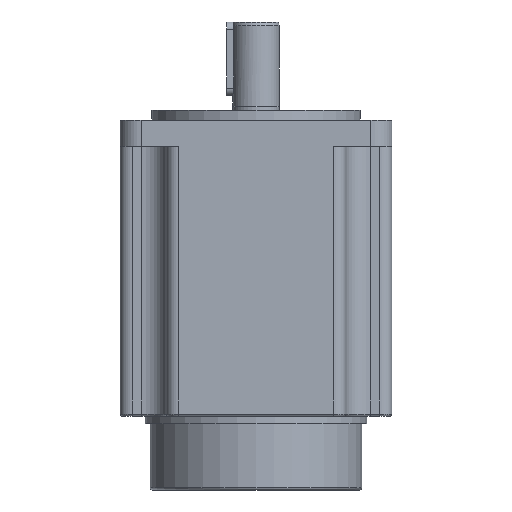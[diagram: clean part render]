
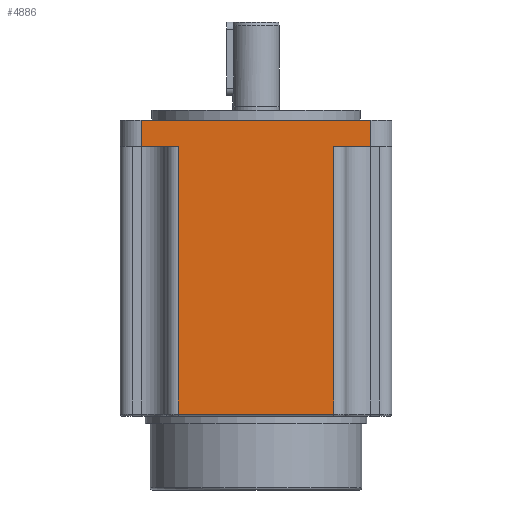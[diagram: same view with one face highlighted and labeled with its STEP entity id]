
A CAD part, front view. The second image highlights one B-rep face of the part: STEP entity #4886.
In plain terms, the highlighted planar face has unit normal (0, -1, 0).
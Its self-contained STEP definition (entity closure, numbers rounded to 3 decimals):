
#91 = VERTEX_POINT ( 'NONE', #2404 ) ;
#103 = CARTESIAN_POINT ( 'NONE',  ( -46.9, -55.5, 10.7 ) ) ;
#272 = VERTEX_POINT ( 'NONE', #5431 ) ;
#314 = CARTESIAN_POINT ( 'NONE',  ( -46.9, -55.5, -109.3 ) ) ;
#468 = EDGE_LOOP ( 'NONE', ( #6231, #1884, #6493, #3462, #4767, #4934, #7693, #8923 ) ) ;
#683 = PLANE ( 'NONE',  #8109 ) ;
#1011 = EDGE_CURVE ( 'NONE', #272, #1032, #2873, .T. ) ;
#1032 = VERTEX_POINT ( 'NONE', #2665 ) ;
#1041 = LINE ( 'NONE', #7630, #5586 ) ;
#1157 = LINE ( 'NONE', #2141, #7835 ) ;
#1244 = EDGE_CURVE ( 'NONE', #6976, #91, #1157, .T. ) ;
#1587 = LINE ( 'NONE', #103, #6842 ) ;
#1663 = EDGE_CURVE ( 'NONE', #8230, #3044, #8821, .T. ) ;
#1708 = VECTOR ( 'NONE', #5515, 1000. ) ;
#1884 = ORIENTED_EDGE ( 'NONE', *, *, #7454, .T. ) ;
#1964 = CARTESIAN_POINT ( 'NONE',  ( -46.9, -55.5, 0. ) ) ;
#2141 = CARTESIAN_POINT ( 'NONE',  ( 31.65, -55.5, -110.3 ) ) ;
#2404 = CARTESIAN_POINT ( 'NONE',  ( 31.65, -55.5, 0. ) ) ;
#2433 = LINE ( 'NONE', #314, #4714 ) ;
#2631 = EDGE_CURVE ( 'NONE', #7990, #8230, #1587, .T. ) ;
#2665 = CARTESIAN_POINT ( 'NONE',  ( 46.9, -55.5, 0. ) ) ;
#2725 = LINE ( 'NONE', #8407, #7717 ) ;
#2782 = CARTESIAN_POINT ( 'NONE',  ( 46.9, -55.5, 10.7 ) ) ;
#2873 = LINE ( 'NONE', #2782, #1708 ) ;
#3044 = VERTEX_POINT ( 'NONE', #4080 ) ;
#3331 = CARTESIAN_POINT ( 'NONE',  ( -31.65, -55.5, -109.3 ) ) ;
#3374 = VERTEX_POINT ( 'NONE', #3331 ) ;
#3462 = ORIENTED_EDGE ( 'NONE', *, *, #7726, .T. ) ;
#3563 = DIRECTION ( 'NONE',  ( 0., 0., 1. ) ) ;
#4080 = CARTESIAN_POINT ( 'NONE',  ( -31.65, -55.5, 0. ) ) ;
#4224 = DIRECTION ( 'NONE',  ( 1., 0., 0. ) ) ;
#4714 = VECTOR ( 'NONE', #8046, 1000. ) ;
#4767 = ORIENTED_EDGE ( 'NONE', *, *, #1011, .F. ) ;
#4769 = CARTESIAN_POINT ( 'NONE',  ( -31.65, -55.5, -110.3 ) ) ;
#4886 = ADVANCED_FACE ( 'NONE', ( #6466 ), #683, .F. ) ;
#4913 = DIRECTION ( 'NONE',  ( 0., 0., -1. ) ) ;
#4934 = ORIENTED_EDGE ( 'NONE', *, *, #6268, .F. ) ;
#5106 = CARTESIAN_POINT ( 'NONE',  ( 31.65, -55.5, -109.3 ) ) ;
#5408 = DIRECTION ( 'NONE',  ( 0., 0., 1. ) ) ;
#5431 = CARTESIAN_POINT ( 'NONE',  ( 46.9, -55.5, 10.7 ) ) ;
#5515 = DIRECTION ( 'NONE',  ( 0., 0., -1. ) ) ;
#5517 = DIRECTION ( 'NONE',  ( 0., 1., 0. ) ) ;
#5586 = VECTOR ( 'NONE', #4224, 1000. ) ;
#6231 = ORIENTED_EDGE ( 'NONE', *, *, #8659, .F. ) ;
#6268 = EDGE_CURVE ( 'NONE', #7990, #272, #2725, .T. ) ;
#6466 = FACE_OUTER_BOUND ( 'NONE', #468, .T. ) ;
#6493 = ORIENTED_EDGE ( 'NONE', *, *, #1244, .T. ) ;
#6842 = VECTOR ( 'NONE', #4913, 1000. ) ;
#6862 = CARTESIAN_POINT ( 'NONE',  ( -46.9, -55.5, 10.7 ) ) ;
#6895 = DIRECTION ( 'NONE',  ( 0., 0., 1. ) ) ;
#6950 = DIRECTION ( 'NONE',  ( 1., 0., 0. ) ) ;
#6955 = VECTOR ( 'NONE', #5408, 1000. ) ;
#6976 = VERTEX_POINT ( 'NONE', #5106 ) ;
#7181 = LINE ( 'NONE', #4769, #6955 ) ;
#7308 = VECTOR ( 'NONE', #8237, 1000. ) ;
#7454 = EDGE_CURVE ( 'NONE', #3374, #6976, #2433, .T. ) ;
#7495 = CARTESIAN_POINT ( 'NONE',  ( -46.9, -55.5, 0. ) ) ;
#7630 = CARTESIAN_POINT ( 'NONE',  ( -46.9, -55.5, 0. ) ) ;
#7693 = ORIENTED_EDGE ( 'NONE', *, *, #2631, .T. ) ;
#7717 = VECTOR ( 'NONE', #6950, 1000. ) ;
#7726 = EDGE_CURVE ( 'NONE', #91, #1032, #1041, .T. ) ;
#7835 = VECTOR ( 'NONE', #3563, 1000. ) ;
#7990 = VERTEX_POINT ( 'NONE', #8648 ) ;
#8046 = DIRECTION ( 'NONE',  ( 1., 0., 0. ) ) ;
#8109 = AXIS2_PLACEMENT_3D ( 'NONE', #6862, #5517, #6895 ) ;
#8230 = VERTEX_POINT ( 'NONE', #7495 ) ;
#8237 = DIRECTION ( 'NONE',  ( 1., 0., 0. ) ) ;
#8407 = CARTESIAN_POINT ( 'NONE',  ( -46.9, -55.5, 10.7 ) ) ;
#8648 = CARTESIAN_POINT ( 'NONE',  ( -46.9, -55.5, 10.7 ) ) ;
#8659 = EDGE_CURVE ( 'NONE', #3374, #3044, #7181, .T. ) ;
#8821 = LINE ( 'NONE', #1964, #7308 ) ;
#8923 = ORIENTED_EDGE ( 'NONE', *, *, #1663, .T. ) ;
